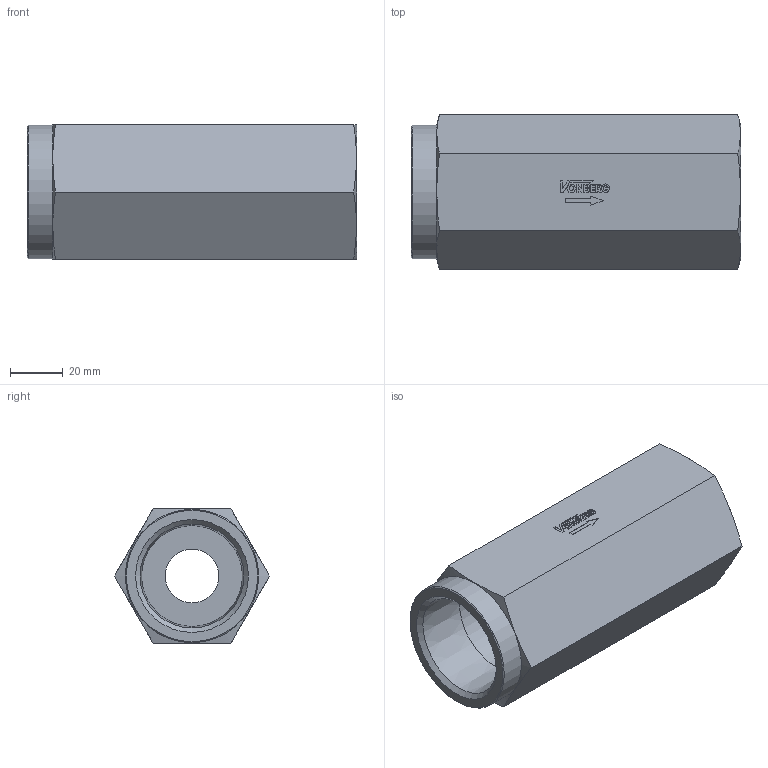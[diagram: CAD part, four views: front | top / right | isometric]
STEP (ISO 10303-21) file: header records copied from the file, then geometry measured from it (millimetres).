
FILE_DESCRIPTION((''),'2;1');
FILE_NAME('10301-110.stp','2015-01-02T14:14:39',('jml'),(''),'Autodesk Inventor 2010','Autodesk Inventor 2010','');
FILE_SCHEMA(('AUTOMOTIVE_DESIGN { 1 0 10303 214 1 1 1 1 }'));
Length unit declared in the file: inch
Products named in the file (1): 10301-110
Bounding box: 124.46 x 58.66 x 50.8 mm (x, y, z)
Volume: 182755.6 mm3; surface area: 36528.6 mm2
Topology: 1 solids, 1 shells, 119 faces, 304 edges, 202 vertices
Faces by surface type: plane 93, cylinder 19, cone 7
Full cylindrical faces by diameter (mm): 1.74 x1, 20.244 x1, 38.1 x2, 50.419 x1
Entity records: 3580 total; most frequent: CARTESIAN_POINT 626, ORIENTED_EDGE 572, DIRECTION 558, EDGE_CURVE 286, VECTOR 230, LINE 230, VERTEX_POINT 196, AXIS2_PLACEMENT_3D 164
